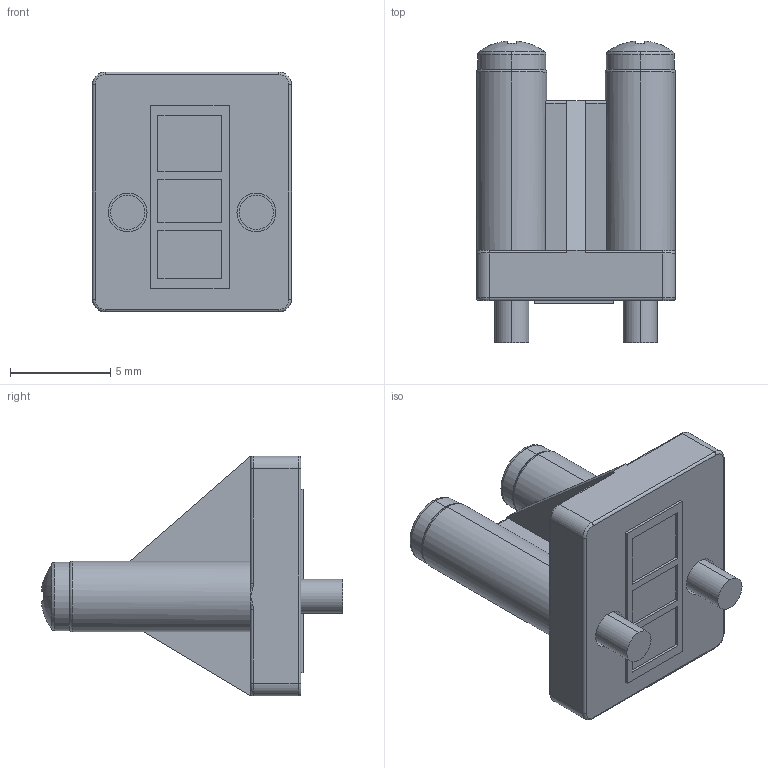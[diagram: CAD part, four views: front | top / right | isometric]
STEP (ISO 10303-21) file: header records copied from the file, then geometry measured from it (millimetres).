
FILE_DESCRIPTION (( 'STEP AP214' ), '1' );
FILE_NAME ('GM-31BP.step', '2018-10-25T17:36:01', ( '' ), ( '' ), 'SwSTEP 2.0', 'SolidWorks 2018', '' );
FILE_SCHEMA (( 'AUTOMOTIVE_DESIGN' ));
Length unit declared in the file: inch
Products named in the file (1): GM-31BP
Bounding box: 9.91 x 15.01 x 11.94 mm (x, y, z)
Volume: 541.8 mm3; surface area: 983 mm2
Topology: 3 solids, 3 shells, 132 faces, 318 edges, 194 vertices
Faces by surface type: plane 72, cylinder 36, torus 16, bspline 4, sphere 4
Entity records: 5734 total; most frequent: CARTESIAN_POINT 813, DIRECTION 702, ORIENTED_EDGE 628, EDGE_CURVE 314, AXIS2_PLACEMENT_3D 267, VERTEX_POINT 194, LINE 168, VECTOR 168
